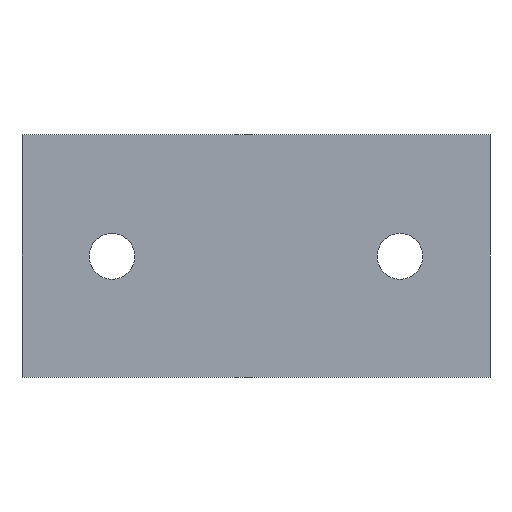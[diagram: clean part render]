
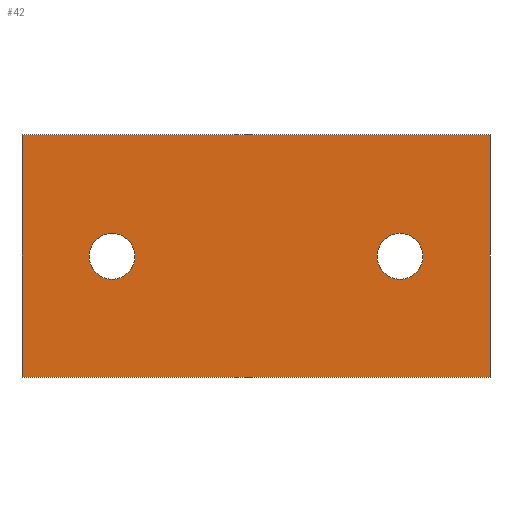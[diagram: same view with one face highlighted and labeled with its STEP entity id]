
A CAD part, front view. The second image highlights one B-rep face of the part: STEP entity #42.
In plain terms, the highlighted planar face has unit normal (0, -1, 0).
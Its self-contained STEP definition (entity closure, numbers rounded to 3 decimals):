
#42 = ADVANCED_FACE( '', ( #84, #85, #86 ), #87, .T. );
#84 = FACE_BOUND( '', #121, .T. );
#85 = FACE_BOUND( '', #122, .T. );
#86 = FACE_OUTER_BOUND( '', #123, .T. );
#87 = PLANE( '', #124 );
#121 = EDGE_LOOP( '', ( #171 ) );
#122 = EDGE_LOOP( '', ( #172 ) );
#123 = EDGE_LOOP( '', ( #173, #174, #175, #176 ) );
#124 = AXIS2_PLACEMENT_3D( '', #177, #178, #179 );
#171 = ORIENTED_EDGE( '', *, *, #213, .T. );
#172 = ORIENTED_EDGE( '', *, *, #197, .T. );
#173 = ORIENTED_EDGE( '', *, *, #215, .T. );
#174 = ORIENTED_EDGE( '', *, *, #216, .T. );
#175 = ORIENTED_EDGE( '', *, *, #210, .T. );
#176 = ORIENTED_EDGE( '', *, *, #200, .T. );
#177 = CARTESIAN_POINT( '', ( -35.75, 0., -18.5 ) );
#178 = DIRECTION( '', ( 0., -1., 0. ) );
#179 = DIRECTION( '', ( 0., 0., -1. ) );
#197 = EDGE_CURVE( '', #221, #221, #222, .T. );
#200 = EDGE_CURVE( '', #226, #227, #228, .T. );
#210 = EDGE_CURVE( '', #243, #226, #244, .T. );
#213 = EDGE_CURVE( '', #247, #247, #248, .T. );
#215 = EDGE_CURVE( '', #227, #250, #251, .T. );
#216 = EDGE_CURVE( '', #250, #243, #252, .T. );
#221 = VERTEX_POINT( '', #257 );
#222 = CIRCLE( '', #258, 3.5 );
#226 = VERTEX_POINT( '', #262 );
#227 = VERTEX_POINT( '', #263 );
#228 = LINE( '', #264, #265 );
#243 = VERTEX_POINT( '', #286 );
#244 = LINE( '', #287, #288 );
#247 = VERTEX_POINT( '', #292 );
#248 = CIRCLE( '', #293, 3.5 );
#250 = VERTEX_POINT( '', #295 );
#251 = LINE( '', #296, #297 );
#252 = LINE( '', #298, #299 );
#257 = CARTESIAN_POINT( '', ( 22., 0., -3.55 ) );
#258 = AXIS2_PLACEMENT_3D( '', #304, #305, #306 );
#262 = CARTESIAN_POINT( '', ( 35.75, 0., 18.5 ) );
#263 = CARTESIAN_POINT( '', ( -35.75, 0., 18.5 ) );
#264 = CARTESIAN_POINT( '', ( 35.75, 0., 18.5 ) );
#265 = VECTOR( '', #310, 1000. );
#286 = CARTESIAN_POINT( '', ( 35.75, 0., -18.5 ) );
#287 = CARTESIAN_POINT( '', ( 35.75, 0., -18.5 ) );
#288 = VECTOR( '', #320, 1000. );
#292 = CARTESIAN_POINT( '', ( -22., 0., -3.55 ) );
#293 = AXIS2_PLACEMENT_3D( '', #322, #323, #324 );
#295 = CARTESIAN_POINT( '', ( -35.75, 0., -18.5 ) );
#296 = CARTESIAN_POINT( '', ( -35.75, 0., 18.5 ) );
#297 = VECTOR( '', #325, 1000. );
#298 = CARTESIAN_POINT( '', ( -35.75, 0., -18.5 ) );
#299 = VECTOR( '', #326, 1000. );
#304 = CARTESIAN_POINT( '', ( 22., 0., -0.05 ) );
#305 = DIRECTION( '', ( 0., 1., 0. ) );
#306 = DIRECTION( '', ( 0., 0., -1. ) );
#310 = DIRECTION( '', ( -1., 0., 0. ) );
#320 = DIRECTION( '', ( 0., 0., 1. ) );
#322 = CARTESIAN_POINT( '', ( -22., 0., -0.05 ) );
#323 = DIRECTION( '', ( 0., 1., 0. ) );
#324 = DIRECTION( '', ( 0., 0., -1. ) );
#325 = DIRECTION( '', ( 0., 0., -1. ) );
#326 = DIRECTION( '', ( 1., 0., 0. ) );
